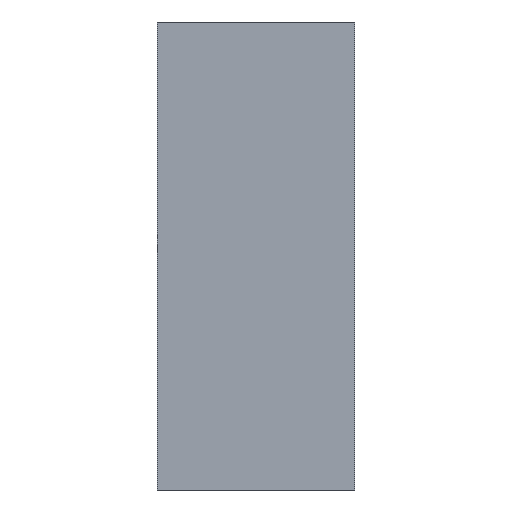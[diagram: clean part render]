
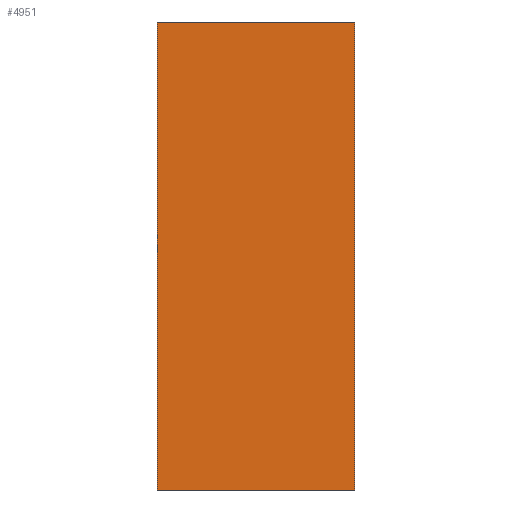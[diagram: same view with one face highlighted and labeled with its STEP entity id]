
A CAD part, left-side view. The second image highlights one B-rep face of the part: STEP entity #4951.
In plain terms, the highlighted planar face has unit normal (-1, 0, 0).
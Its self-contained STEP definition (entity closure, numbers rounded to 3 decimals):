
#162 = EDGE_CURVE ( 'NONE', #6460, #1558, #3823, .T. ) ;
#326 = ORIENTED_EDGE ( 'NONE', *, *, #162, .F. ) ;
#702 = ORIENTED_EDGE ( 'NONE', *, *, #8820, .T. ) ;
#773 = VECTOR ( 'NONE', #3204, 1000. ) ;
#835 = VERTEX_POINT ( 'NONE', #2939 ) ;
#1198 = AXIS2_PLACEMENT_3D ( 'NONE', #3616, #9101, #9164 ) ;
#1558 = VERTEX_POINT ( 'NONE', #4161 ) ;
#1949 = VECTOR ( 'NONE', #2868, 1000. ) ;
#2868 = DIRECTION ( 'NONE',  ( 0., 0., 1. ) ) ;
#2939 = CARTESIAN_POINT ( 'NONE',  ( 0., 8., -19. ) ) ;
#2948 = CARTESIAN_POINT ( 'NONE',  ( 0., 0., 0. ) ) ;
#3047 = VECTOR ( 'NONE', #8040, 1000. ) ;
#3204 = DIRECTION ( 'NONE',  ( 0., -1., 0. ) ) ;
#3616 = CARTESIAN_POINT ( 'NONE',  ( 0., 8., 0. ) ) ;
#3823 = LINE ( 'NONE', #8665, #773 ) ;
#3921 = ORIENTED_EDGE ( 'NONE', *, *, #10049, .F. ) ;
#4100 = LINE ( 'NONE', #4691, #7050 ) ;
#4161 = CARTESIAN_POINT ( 'NONE',  ( 0., 0., 0. ) ) ;
#4628 = LINE ( 'NONE', #2948, #1949 ) ;
#4691 = CARTESIAN_POINT ( 'NONE',  ( 0., 8., 0. ) ) ;
#4951 = ADVANCED_FACE ( 'NONE', ( #9274 ), #6758, .F. ) ;
#5014 = LINE ( 'NONE', #9508, #3047 ) ;
#5344 = DIRECTION ( 'NONE',  ( 0., 0., 1. ) ) ;
#5370 = EDGE_LOOP ( 'NONE', ( #702, #326, #3921, #9681 ) ) ;
#6460 = VERTEX_POINT ( 'NONE', #8477 ) ;
#6758 = PLANE ( 'NONE',  #1198 ) ;
#7050 = VECTOR ( 'NONE', #5344, 1000. ) ;
#7216 = EDGE_CURVE ( 'NONE', #835, #7438, #5014, .T. ) ;
#7345 = CARTESIAN_POINT ( 'NONE',  ( 0., 0., -19. ) ) ;
#7438 = VERTEX_POINT ( 'NONE', #7345 ) ;
#8040 = DIRECTION ( 'NONE',  ( 0., -1., 0. ) ) ;
#8477 = CARTESIAN_POINT ( 'NONE',  ( 0., 8., 0. ) ) ;
#8665 = CARTESIAN_POINT ( 'NONE',  ( 0., 8., 0. ) ) ;
#8820 = EDGE_CURVE ( 'NONE', #7438, #1558, #4628, .T. ) ;
#9101 = DIRECTION ( 'NONE',  ( 1., 0., 0. ) ) ;
#9164 = DIRECTION ( 'NONE',  ( 0., 0., -1. ) ) ;
#9274 = FACE_OUTER_BOUND ( 'NONE', #5370, .T. ) ;
#9508 = CARTESIAN_POINT ( 'NONE',  ( 0., 8., -19. ) ) ;
#9681 = ORIENTED_EDGE ( 'NONE', *, *, #7216, .T. ) ;
#10049 = EDGE_CURVE ( 'NONE', #835, #6460, #4100, .T. ) ;
